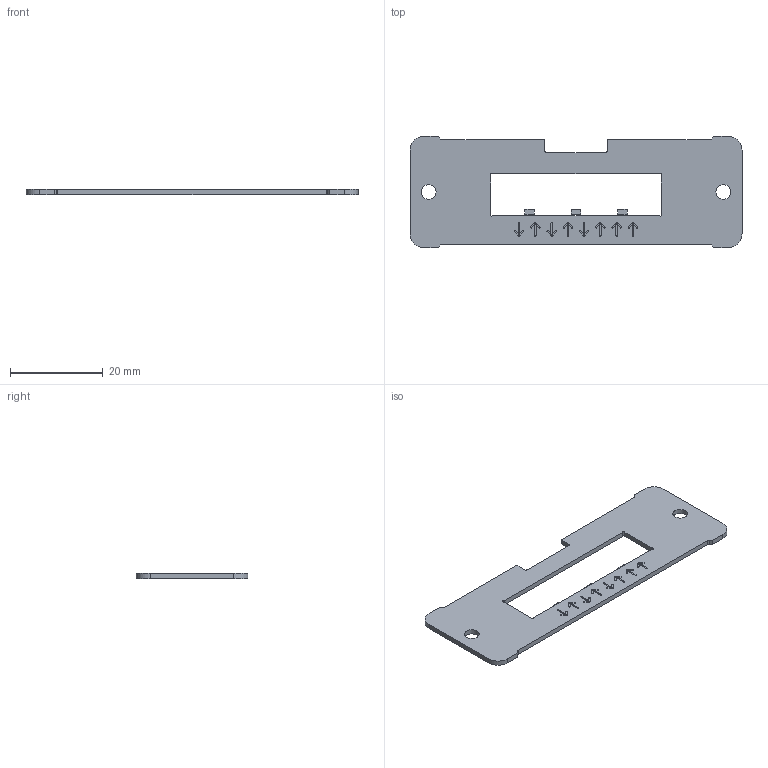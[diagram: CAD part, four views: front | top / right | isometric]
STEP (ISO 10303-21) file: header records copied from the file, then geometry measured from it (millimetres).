
FILE_DESCRIPTION(('KiCad electronic assembly'),'2;1');
FILE_NAME('AllSerial_RS232.step','2024-07-19T17:53:19',('Pcbnew'),( 'Kicad'),'Open CASCADE STEP processor 7.8','KiCad to STEP converter' ,'Unknown');
FILE_SCHEMA(('AUTOMOTIVE_DESIGN { 1 0 10303 214 1 1 1 1 }'));
Length unit declared in the file: millimetre
Products named in the file (52): AllSerial_RS232 1; AllSerial_RS232_track_1; AllSerial_RS232_track_2; AllSerial_RS232_track_3; AllSerial_RS232_track_4; AllSerial_RS232_track_5; AllSerial_RS232_track_6; AllSerial_RS232_track_7; AllSerial_RS232_track_8; AllSerial_RS232_track_9; AllSerial_RS232_track_10; AllSerial_RS232_track_11; AllSerial_RS232_track_12; AllSerial_RS232_track_13; AllSerial_RS232_track_14; AllSerial_RS232_track_15; AllSerial_RS232_track_16; AllSerial_RS232_track_17; AllSerial_RS232_track_18; AllSerial_RS232_track_19; AllSerial_RS232_track_20; AllSerial_RS232_track_21; AllSerial_RS232_track_22; AllSerial_RS232_track_23; AllSerial_RS232_track_24; AllSerial_RS232_track_25; AllSerial_RS232_track_26; AllSerial_RS232_track_27; AllSerial_RS232_track_28; AllSerial_RS232_track_29; AllSerial_RS232_track_30; AllSerial_RS232_track_31; AllSerial_RS232_track_32; AllSerial_RS232_track_33; AllSerial_RS232_track_34; AllSerial_RS232_track_35; AllSerial_RS232_track_36; AllSerial_RS232_track_37; AllSerial_RS232_track_38; AllSerial_RS232_pad_1 ...
Assembly tree (51 placements, depth 2):
  AllSerial_RS232 1
    AllSerial_RS232_track_1
    AllSerial_RS232_track_2
    AllSerial_RS232_track_3
    AllSerial_RS232_track_4
    AllSerial_RS232_track_5
    AllSerial_RS232_track_6
    AllSerial_RS232_track_7
    AllSerial_RS232_track_8
    AllSerial_RS232_track_9
    AllSerial_RS232_track_10
    AllSerial_RS232_track_11
    AllSerial_RS232_track_12
    AllSerial_RS232_track_13
    AllSerial_RS232_track_14
    AllSerial_RS232_track_15
    AllSerial_RS232_track_16
    AllSerial_RS232_track_17
    AllSerial_RS232_track_18
    AllSerial_RS232_track_19
    AllSerial_RS232_track_20
    AllSerial_RS232_track_21
    AllSerial_RS232_track_22
    AllSerial_RS232_track_23
    AllSerial_RS232_track_24
    AllSerial_RS232_track_25
    AllSerial_RS232_track_26
    AllSerial_RS232_track_27
    AllSerial_RS232_track_28
    AllSerial_RS232_track_29
    AllSerial_RS232_track_30
    AllSerial_RS232_track_31
    AllSerial_RS232_track_32
    AllSerial_RS232_track_33
    AllSerial_RS232_track_34
    AllSerial_RS232_track_35
    AllSerial_RS232_track_36
    AllSerial_RS232_track_37
    AllSerial_RS232_track_38
    AllSerial_RS232_pad_1
    AllSerial_RS232_pad_2
    AllSerial_RS232_pad_3
    AllSerial_RS232_pad_4
    AllSerial_RS232_pad_5
    AllSerial_RS232_pad_6
    AllSerial_RS232_pad_7
    AllSerial_RS232_pad_8
    AllSerial_RS232_pad_9
    AllSerial_RS232_pad_10
    AllSerial_RS232_pad_11
    AllSerial_RS232_pad_12
    AllSerial_RS232_PCB
Bounding box: 71.5 x 24 x 1.16 mm (x, y, z)
Volume: 1351.3 mm3; surface area: 2908.1 mm2
Topology: 39 solids, 39 shells, 436 faces, 1074 edges, 716 vertices
Faces by surface type: plane 370, cylinder 66
Full cylindrical faces by diameter (mm): 3.2 x2
Entity records: 13908 total; most frequent: CARTESIAN_POINT 2278, DIRECTION 2182, ORIENTED_EDGE 2148, EDGE_CURVE 1074, LINE 942, VECTOR 942, VERTEX_POINT 716, AXIS2_PLACEMENT_3D 620
